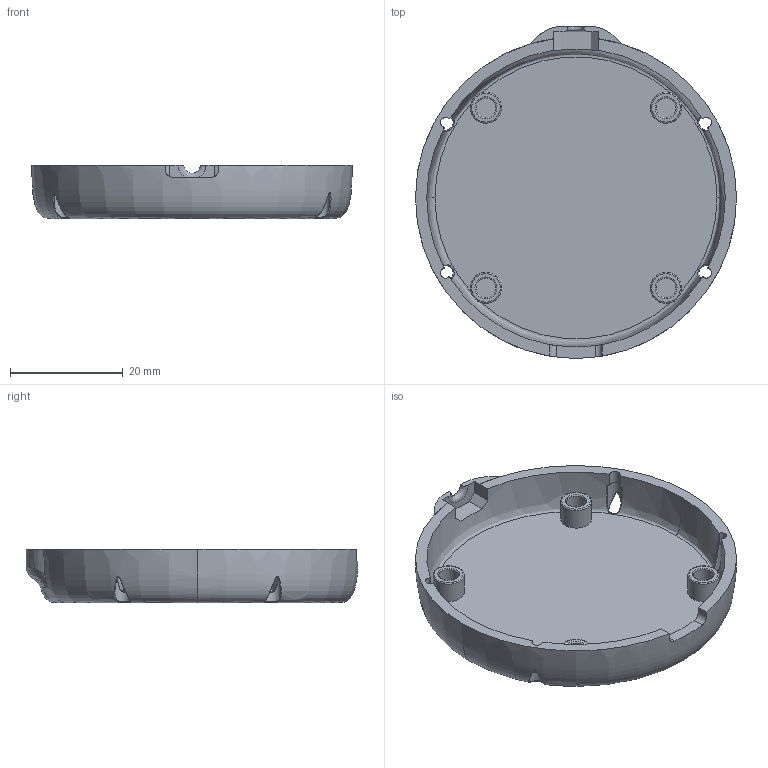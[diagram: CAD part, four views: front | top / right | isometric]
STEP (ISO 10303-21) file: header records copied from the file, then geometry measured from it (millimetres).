
FILE_DESCRIPTION(/* description */ (''),/* implementation_level */ '2;1');
FILE_NAME(/* name */ '',/* time_stamp */ '2025-03-17T07:21:23+08:00',/* author */ (''),/* organization */ (''),/* preprocessor_version */ 'ST-DEVELOPER v20',/* originating_system */ 'Autodesk Translation Framework v13.14.0.145',/* authorisation */ '');
FILE_SCHEMA (('AUTOMOTIVE_DESIGN { 1 0 10303 214 3 1 1 }'));
Length unit declared in the file: millimetre
Products named in the file (1): 下表面
Bounding box: 57.05 x 58.98 x 9.51 mm (x, y, z)
Volume: 7319.5 mm3; surface area: 8093 mm2
Topology: 1 solids, 1 shells, 129 faces, 374 edges, 234 vertices
Faces by surface type: bspline 67, plane 32, cylinder 18, torus 12
Full cylindrical faces by diameter (mm): 2.7 x4, 3.5 x4, 5.5 x4
Entity records: 12331 total; most frequent: CARTESIAN_POINT 9389, ORIENTED_EDGE 730, DIRECTION 433, EDGE_CURVE 365, VERTEX_POINT 234, AXIS2_PLACEMENT_3D 198, B_SPLINE_CURVE_WITH_KNOTS 193, EDGE_LOOP 141
